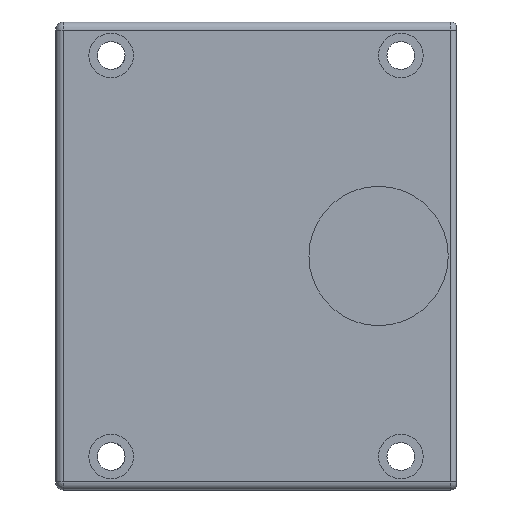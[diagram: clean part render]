
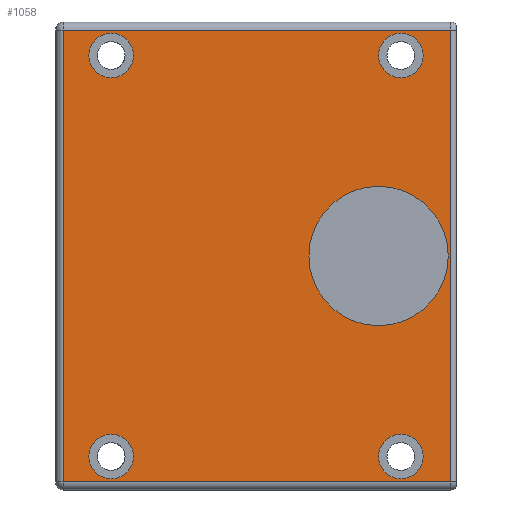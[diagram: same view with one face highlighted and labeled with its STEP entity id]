
A CAD part, front view. The second image highlights one B-rep face of the part: STEP entity #1058.
In plain terms, the highlighted planar face has unit normal (0, -1, 0).
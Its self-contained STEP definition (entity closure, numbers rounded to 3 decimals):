
#23 = CARTESIAN_POINT ( 'NONE',  ( 0., 0., 0. ) ) ;
#25 = FACE_BOUND ( 'NONE', #657, .T. ) ;
#28 = CARTESIAN_POINT ( 'NONE',  ( -17.25, 0., 20.25 ) ) ;
#49 = DIRECTION ( 'NONE',  ( 0., 1., 0. ) ) ;
#64 = DIRECTION ( 'NONE',  ( 0., 0., -1. ) ) ;
#80 = DIRECTION ( 'NONE',  ( 0., -1., 0. ) ) ;
#92 = DIRECTION ( 'NONE',  ( 0., -1., 0. ) ) ;
#98 = CIRCLE ( 'NONE', #1392, 6.25 ) ;
#156 = CIRCLE ( 'NONE', #1957, 6.25 ) ;
#181 = DIRECTION ( 'NONE',  ( 0., 0., 1. ) ) ;
#189 = VERTEX_POINT ( 'NONE', #1377 ) ;
#203 = VERTEX_POINT ( 'NONE', #1217 ) ;
#204 = DIRECTION ( 'NONE',  ( -1., 0., 0. ) ) ;
#226 = CARTESIAN_POINT ( 'NONE',  ( 13., 0., -18. ) ) ;
#251 = AXIS2_PLACEMENT_3D ( 'NONE', #1940, #978, #64 ) ;
#269 = DIRECTION ( 'NONE',  ( 0., 0., 1. ) ) ;
#295 = CIRCLE ( 'NONE', #715, 2. ) ;
#305 = VECTOR ( 'NONE', #204, 1000. ) ;
#335 = CARTESIAN_POINT ( 'NONE',  ( 13., 0., 16. ) ) ;
#338 = AXIS2_PLACEMENT_3D ( 'NONE', #226, #1290, #376 ) ;
#339 = VERTEX_POINT ( 'NONE', #642 ) ;
#348 = ORIENTED_EDGE ( 'NONE', *, *, #1175, .F. ) ;
#353 = CARTESIAN_POINT ( 'NONE',  ( -13., 0., -20. ) ) ;
#357 = EDGE_CURVE ( 'NONE', #1185, #369, #1748, .T. ) ;
#369 = VERTEX_POINT ( 'NONE', #1910 ) ;
#376 = DIRECTION ( 'NONE',  ( 0., 0., -1. ) ) ;
#386 = VECTOR ( 'NONE', #1418, 1000. ) ;
#394 = CARTESIAN_POINT ( 'NONE',  ( 0., 0., -20.25 ) ) ;
#402 = ORIENTED_EDGE ( 'NONE', *, *, #500, .F. ) ;
#435 = EDGE_CURVE ( 'NONE', #203, #1096, #1970, .T. ) ;
#440 = FACE_BOUND ( 'NONE', #947, .T. ) ;
#488 = CARTESIAN_POINT ( 'NONE',  ( -17.25, 0., 0. ) ) ;
#489 = ORIENTED_EDGE ( 'NONE', *, *, #1250, .F. ) ;
#494 = ORIENTED_EDGE ( 'NONE', *, *, #1438, .T. ) ;
#500 = EDGE_CURVE ( 'NONE', #1359, #339, #1040, .T. ) ;
#501 = CARTESIAN_POINT ( 'NONE',  ( 13., 0., 20. ) ) ;
#513 = CARTESIAN_POINT ( 'NONE',  ( 13., 0., -18. ) ) ;
#529 = VECTOR ( 'NONE', #548, 1000. ) ;
#548 = DIRECTION ( 'NONE',  ( 1., 0., 0. ) ) ;
#619 = DIRECTION ( 'NONE',  ( 0., 1., 0. ) ) ;
#628 = LINE ( 'NONE', #394, #529 ) ;
#636 = VERTEX_POINT ( 'NONE', #1177 ) ;
#642 = CARTESIAN_POINT ( 'NONE',  ( -13., 0., 20. ) ) ;
#647 = CARTESIAN_POINT ( 'NONE',  ( -13., 0., -18. ) ) ;
#657 = EDGE_LOOP ( 'NONE', ( #1796, #2026 ) ) ;
#667 = DIRECTION ( 'NONE',  ( 0., 0., -1. ) ) ;
#673 = EDGE_CURVE ( 'NONE', #1449, #203, #1212, .T. ) ;
#700 = EDGE_CURVE ( 'NONE', #339, #1359, #711, .T. ) ;
#711 = CIRCLE ( 'NONE', #1390, 2. ) ;
#715 = AXIS2_PLACEMENT_3D ( 'NONE', #1853, #884, #2003 ) ;
#724 = AXIS2_PLACEMENT_3D ( 'NONE', #994, #80, #1147 ) ;
#725 = CARTESIAN_POINT ( 'NONE',  ( 17.5, 0., 0. ) ) ;
#737 = DIRECTION ( 'NONE',  ( 0., -1., 0. ) ) ;
#759 = VECTOR ( 'NONE', #269, 1000. ) ;
#794 = FACE_OUTER_BOUND ( 'NONE', #1345, .T. ) ;
#796 = DIRECTION ( 'NONE',  ( 0., 0., -1. ) ) ;
#797 = EDGE_LOOP ( 'NONE', ( #1751, #1243 ) ) ;
#815 = EDGE_CURVE ( 'NONE', #2027, #1994, #1829, .T. ) ;
#831 = EDGE_LOOP ( 'NONE', ( #348, #489 ) ) ;
#856 = ORIENTED_EDGE ( 'NONE', *, *, #700, .F. ) ;
#884 = DIRECTION ( 'NONE',  ( 0., -1., 0. ) ) ;
#908 = ORIENTED_EDGE ( 'NONE', *, *, #673, .T. ) ;
#937 = PLANE ( 'NONE',  #1194 ) ;
#947 = EDGE_LOOP ( 'NONE', ( #1446, #1279 ) ) ;
#952 = AXIS2_PLACEMENT_3D ( 'NONE', #1000, #92, #1153 ) ;
#957 = CIRCLE ( 'NONE', #1534, 2. ) ;
#969 = CARTESIAN_POINT ( 'NONE',  ( 11., 0., 0. ) ) ;
#978 = DIRECTION ( 'NONE',  ( 0., -1., 0. ) ) ;
#994 = CARTESIAN_POINT ( 'NONE',  ( 13., 0., 18. ) ) ;
#997 = AXIS2_PLACEMENT_3D ( 'NONE', #647, #1754, #796 ) ;
#1000 = CARTESIAN_POINT ( 'NONE',  ( -13., 0., -18. ) ) ;
#1040 = CIRCLE ( 'NONE', #251, 2. ) ;
#1058 = ADVANCED_FACE ( 'NONE', ( #1633, #440, #25, #1200, #794, #1247 ), #937, .F. ) ;
#1071 = EDGE_CURVE ( 'NONE', #1096, #189, #2011, .T. ) ;
#1090 = DIRECTION ( 'NONE',  ( 0., 1., 0. ) ) ;
#1096 = VERTEX_POINT ( 'NONE', #28 ) ;
#1113 = CARTESIAN_POINT ( 'NONE',  ( 18., 0., 20.25 ) ) ;
#1117 = DIRECTION ( 'NONE',  ( 0., 0., 1. ) ) ;
#1147 = DIRECTION ( 'NONE',  ( 0., 0., -1. ) ) ;
#1153 = DIRECTION ( 'NONE',  ( 0., 0., -1. ) ) ;
#1175 = EDGE_CURVE ( 'NONE', #2001, #1282, #957, .T. ) ;
#1177 = CARTESIAN_POINT ( 'NONE',  ( 11., 0., 6.25 ) ) ;
#1185 = VERTEX_POINT ( 'NONE', #353 ) ;
#1186 = EDGE_CURVE ( 'NONE', #1204, #636, #156, .T. ) ;
#1194 = AXIS2_PLACEMENT_3D ( 'NONE', #23, #1090, #181 ) ;
#1200 = FACE_BOUND ( 'NONE', #831, .T. ) ;
#1204 = VERTEX_POINT ( 'NONE', #1774 ) ;
#1212 = LINE ( 'NONE', #725, #759 ) ;
#1217 = CARTESIAN_POINT ( 'NONE',  ( 17.5, 0., 20.25 ) ) ;
#1243 = ORIENTED_EDGE ( 'NONE', *, *, #1693, .T. ) ;
#1247 = FACE_BOUND ( 'NONE', #797, .T. ) ;
#1250 = EDGE_CURVE ( 'NONE', #1282, #2001, #1716, .T. ) ;
#1279 = ORIENTED_EDGE ( 'NONE', *, *, #815, .F. ) ;
#1282 = VERTEX_POINT ( 'NONE', #1463 ) ;
#1290 = DIRECTION ( 'NONE',  ( 0., -1., 0. ) ) ;
#1316 = CARTESIAN_POINT ( 'NONE',  ( -13., 0., 16. ) ) ;
#1321 = EDGE_CURVE ( 'NONE', #369, #1185, #1567, .T. ) ;
#1345 = EDGE_LOOP ( 'NONE', ( #494, #908, #1516, #1672 ) ) ;
#1359 = VERTEX_POINT ( 'NONE', #1316 ) ;
#1377 = CARTESIAN_POINT ( 'NONE',  ( -17.25, 0., -20.25 ) ) ;
#1390 = AXIS2_PLACEMENT_3D ( 'NONE', #1682, #737, #1854 ) ;
#1392 = AXIS2_PLACEMENT_3D ( 'NONE', #1563, #619, #1721 ) ;
#1416 = CARTESIAN_POINT ( 'NONE',  ( 13., 0., -20. ) ) ;
#1418 = DIRECTION ( 'NONE',  ( 0., 0., -1. ) ) ;
#1438 = EDGE_CURVE ( 'NONE', #189, #1449, #628, .T. ) ;
#1446 = ORIENTED_EDGE ( 'NONE', *, *, #1556, .F. ) ;
#1449 = VERTEX_POINT ( 'NONE', #1647 ) ;
#1463 = CARTESIAN_POINT ( 'NONE',  ( 13., 0., -16. ) ) ;
#1516 = ORIENTED_EDGE ( 'NONE', *, *, #435, .T. ) ;
#1534 = AXIS2_PLACEMENT_3D ( 'NONE', #513, #1608, #667 ) ;
#1556 = EDGE_CURVE ( 'NONE', #1994, #2027, #295, .T. ) ;
#1563 = CARTESIAN_POINT ( 'NONE',  ( 11., 0., 0. ) ) ;
#1567 = CIRCLE ( 'NONE', #952, 2. ) ;
#1608 = DIRECTION ( 'NONE',  ( 0., -1., 0. ) ) ;
#1633 = FACE_BOUND ( 'NONE', #1789, .T. ) ;
#1647 = CARTESIAN_POINT ( 'NONE',  ( 17.5, 0., -20.25 ) ) ;
#1672 = ORIENTED_EDGE ( 'NONE', *, *, #1071, .T. ) ;
#1682 = CARTESIAN_POINT ( 'NONE',  ( -13., 0., 18. ) ) ;
#1693 = EDGE_CURVE ( 'NONE', #636, #1204, #98, .T. ) ;
#1716 = CIRCLE ( 'NONE', #338, 2. ) ;
#1721 = DIRECTION ( 'NONE',  ( 0., 0., 1. ) ) ;
#1748 = CIRCLE ( 'NONE', #997, 2. ) ;
#1751 = ORIENTED_EDGE ( 'NONE', *, *, #1186, .T. ) ;
#1754 = DIRECTION ( 'NONE',  ( 0., -1., 0. ) ) ;
#1774 = CARTESIAN_POINT ( 'NONE',  ( 11., 0., -6.25 ) ) ;
#1789 = EDGE_LOOP ( 'NONE', ( #402, #856 ) ) ;
#1796 = ORIENTED_EDGE ( 'NONE', *, *, #357, .F. ) ;
#1829 = CIRCLE ( 'NONE', #724, 2. ) ;
#1853 = CARTESIAN_POINT ( 'NONE',  ( 13., 0., 18. ) ) ;
#1854 = DIRECTION ( 'NONE',  ( 0., 0., -1. ) ) ;
#1910 = CARTESIAN_POINT ( 'NONE',  ( -13., 0., -16. ) ) ;
#1940 = CARTESIAN_POINT ( 'NONE',  ( -13., 0., 18. ) ) ;
#1957 = AXIS2_PLACEMENT_3D ( 'NONE', #969, #49, #1117 ) ;
#1970 = LINE ( 'NONE', #1113, #305 ) ;
#1994 = VERTEX_POINT ( 'NONE', #335 ) ;
#2001 = VERTEX_POINT ( 'NONE', #1416 ) ;
#2003 = DIRECTION ( 'NONE',  ( 0., 0., -1. ) ) ;
#2011 = LINE ( 'NONE', #488, #386 ) ;
#2026 = ORIENTED_EDGE ( 'NONE', *, *, #1321, .F. ) ;
#2027 = VERTEX_POINT ( 'NONE', #501 ) ;
